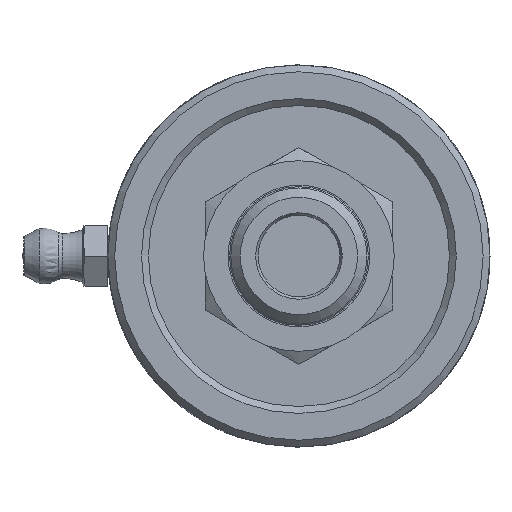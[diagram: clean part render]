
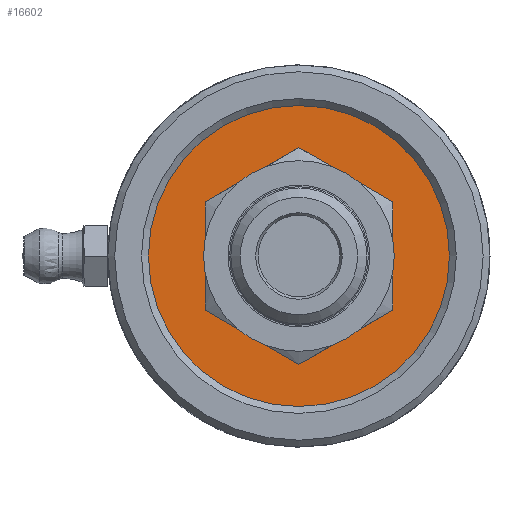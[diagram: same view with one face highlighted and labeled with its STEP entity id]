
A CAD part, left-side view. The second image highlights one B-rep face of the part: STEP entity #16602.
In plain terms, the highlighted planar face has unit normal (-1, 0, 0).
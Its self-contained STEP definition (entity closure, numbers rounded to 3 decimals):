
#379=PLANE('',#17609);
#927=FACE_BOUND('',#2760,.T.);
#1734=FACE_OUTER_BOUND('',#2759,.T.);
#2759=EDGE_LOOP('',(#14787));
#2760=EDGE_LOOP('',(#14788));
#4189=CIRCLE('',#17610,17.525);
#4190=CIRCLE('',#17611,9.575);
#7868=VERTEX_POINT('',#82184);
#7869=VERTEX_POINT('',#82186);
#10207=EDGE_CURVE('',#7868,#7868,#4189,.T.);
#10208=EDGE_CURVE('',#7869,#7869,#4190,.T.);
#14787=ORIENTED_EDGE('',*,*,#10207,.F.);
#14788=ORIENTED_EDGE('',*,*,#10208,.F.);
#16602=ADVANCED_FACE('',(#1734,#927),#379,.F.);
#17609=AXIS2_PLACEMENT_3D('',#82183,#20497,#20498);
#17610=AXIS2_PLACEMENT_3D('',#82185,#20499,#20500);
#17611=AXIS2_PLACEMENT_3D('',#82187,#20501,#20502);
#20497=DIRECTION('center_axis',(1.,0.,0.));
#20498=DIRECTION('ref_axis',(0.,0.,-1.));
#20499=DIRECTION('center_axis',(1.,0.,0.));
#20500=DIRECTION('ref_axis',(0.,1.,0.));
#20501=DIRECTION('center_axis',(-1.,0.,0.));
#20502=DIRECTION('ref_axis',(0.,1.,0.));
#82183=CARTESIAN_POINT('Origin',(2.49,-1.357,0.));
#82184=CARTESIAN_POINT('',(2.49,-17.525,0.));
#82185=CARTESIAN_POINT('Origin',(2.49,0.,0.));
#82186=CARTESIAN_POINT('',(2.49,-9.575,0.));
#82187=CARTESIAN_POINT('Origin',(2.49,0.,0.));
